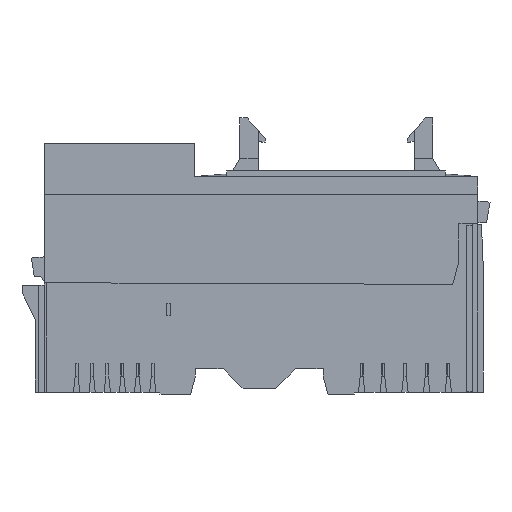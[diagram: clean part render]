
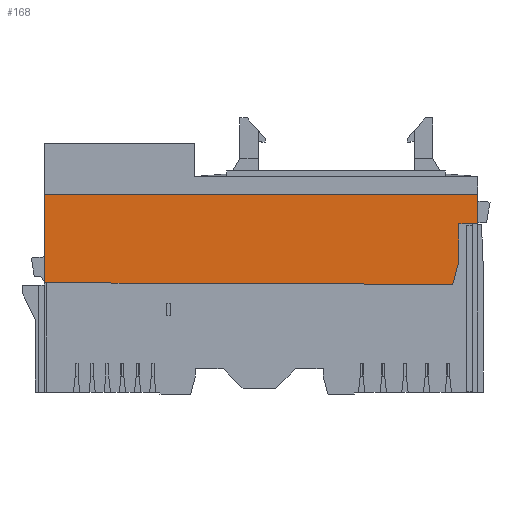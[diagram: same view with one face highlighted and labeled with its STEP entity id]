
A CAD part, left-side view. The second image highlights one B-rep face of the part: STEP entity #168.
In plain terms, the highlighted free-form (B-spline) face has degree [1, 1] with [2, 2] control points.
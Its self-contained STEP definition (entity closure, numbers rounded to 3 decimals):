
#168=ADVANCED_FACE($,(#528),#4742,.T.);
#528=FACE_OUTER_BOUND($,#890,.T.);
#890=EDGE_LOOP($,(#1496,#1497,#1498,#1499,#1500,#1501,#1502,#1503,#1504));
#1496=ORIENTED_EDGE($,*,*,#3263,.F.);
#1497=ORIENTED_EDGE($,*,*,#3277,.T.);
#1498=ORIENTED_EDGE($,*,*,#3260,.F.);
#1499=ORIENTED_EDGE($,*,*,#3278,.F.);
#1500=ORIENTED_EDGE($,*,*,#3268,.F.);
#1501=ORIENTED_EDGE($,*,*,#3267,.F.);
#1502=ORIENTED_EDGE($,*,*,#3266,.F.);
#1503=ORIENTED_EDGE($,*,*,#3265,.F.);
#1504=ORIENTED_EDGE($,*,*,#3264,.F.);
#3260=EDGE_CURVE($,#4165,#4164,#10441,.T.);
#3263=EDGE_CURVE($,#4168,#4169,#10444,.T.);
#3264=EDGE_CURVE($,#4169,#4170,#10445,.T.);
#3265=EDGE_CURVE($,#4170,#4171,#10446,.T.);
#3266=EDGE_CURVE($,#4171,#4172,#10447,.T.);
#3267=EDGE_CURVE($,#4172,#4173,#10448,.T.);
#3268=EDGE_CURVE($,#4173,#4174,#10449,.T.);
#3277=EDGE_CURVE($,#4168,#4164,#10458,.T.);
#3278=EDGE_CURVE($,#4174,#4165,#10459,.T.);
#4164=VERTEX_POINT($,#6210);
#4165=VERTEX_POINT($,#6211);
#4168=VERTEX_POINT($,#6214);
#4169=VERTEX_POINT($,#6215);
#4170=VERTEX_POINT($,#6216);
#4171=VERTEX_POINT($,#6217);
#4172=VERTEX_POINT($,#6218);
#4173=VERTEX_POINT($,#6219);
#4174=VERTEX_POINT($,#6220);
#4742=B_SPLINE_SURFACE_WITH_KNOTS($,1,1,((#6042,#6043),(#6044,#6045)),.UNSPECIFIED.,
.F.,.F.,.F.,(2,2),(2,2),(27.658,54.687),(-127.692,
-82.246),.UNSPECIFIED.);
#5790=CARTESIAN_POINT($,(-9.25,40.575,47.852));
#5791=CARTESIAN_POINT($,(-9.25,-79.482,47.852));
#5796=CARTESIAN_POINT($,(-9.25,-79.482,39.7));
#5797=CARTESIAN_POINT($,(-9.25,-77.729,39.7));
#5798=CARTESIAN_POINT($,(-9.25,-75.977,39.7));
#5799=CARTESIAN_POINT($,(-9.25,-74.225,39.7));
#5800=CARTESIAN_POINT($,(-9.25,-74.225,39.7));
#5801=CARTESIAN_POINT($,(-9.25,-74.225,36.26));
#5802=CARTESIAN_POINT($,(-9.25,-74.225,32.82));
#5803=CARTESIAN_POINT($,(-9.25,-74.225,29.38));
#5804=CARTESIAN_POINT($,(-9.25,-74.225,29.38));
#5805=CARTESIAN_POINT($,(-9.25,-73.651,27.238));
#5806=CARTESIAN_POINT($,(-9.25,-73.077,25.097));
#5807=CARTESIAN_POINT($,(-9.25,-72.503,22.955));
#5808=CARTESIAN_POINT($,(-9.25,-72.503,22.955));
#5809=CARTESIAN_POINT($,(-9.25,-68.292,21.93));
#5810=CARTESIAN_POINT($,(-9.25,-64.061,21.028));
#5811=CARTESIAN_POINT($,(-9.25,-55.368,19.436));
#5812=CARTESIAN_POINT($,(-9.25,-50.922,18.762));
#5813=CARTESIAN_POINT($,(-9.25,-44.167,17.945));
#5814=CARTESIAN_POINT($,(-9.25,-41.881,17.705));
#5815=CARTESIAN_POINT($,(-9.25,-37.539,17.316));
#5816=CARTESIAN_POINT($,(-9.25,-34.678,17.104));
#5817=CARTESIAN_POINT($,(-9.25,-30.542,16.861));
#5818=CARTESIAN_POINT($,(-9.25,-27.679,16.739));
#5819=CARTESIAN_POINT($,(-9.25,-23.245,16.618));
#5820=CARTESIAN_POINT($,(-9.25,-20.895,16.592));
#5821=CARTESIAN_POINT($,(-9.25,-16.19,16.613));
#5822=CARTESIAN_POINT($,(-9.25,-13.839,16.66));
#5823=CARTESIAN_POINT($,(-9.25,-10.318,16.786));
#5824=CARTESIAN_POINT($,(-9.25,-9.148,16.839));
#5825=CARTESIAN_POINT($,(-9.25,-6.81,16.964));
#5826=CARTESIAN_POINT($,(-9.25,-5.641,17.028));
#5827=CARTESIAN_POINT($,(-9.25,-2.466,17.241));
#5828=CARTESIAN_POINT($,(-9.25,0.402,17.479));
#5829=CARTESIAN_POINT($,(-9.25,4.701,17.901));
#5830=CARTESIAN_POINT($,(-9.25,6.994,18.162));
#5831=CARTESIAN_POINT($,(-9.25,11.506,18.747));
#5832=CARTESIAN_POINT($,(-9.25,13.722,19.067));
#5833=CARTESIAN_POINT($,(-9.25,18.149,19.776));
#5834=CARTESIAN_POINT($,(-9.25,20.356,20.165));
#5835=CARTESIAN_POINT($,(-9.25,26.793,21.396));
#5836=CARTESIAN_POINT($,(-9.25,30.995,22.329));
#5837=CARTESIAN_POINT($,(-9.25,35.175,23.381));
#5838=CARTESIAN_POINT($,(-9.25,35.175,23.381));
#5839=CARTESIAN_POINT($,(-9.25,35.175,23.388));
#5840=CARTESIAN_POINT($,(-9.25,35.175,23.394));
#5841=CARTESIAN_POINT($,(-9.25,35.175,23.4));
#5842=CARTESIAN_POINT($,(-9.25,35.175,23.4));
#5843=CARTESIAN_POINT($,(-9.25,36.975,23.4));
#5844=CARTESIAN_POINT($,(-9.25,38.775,23.4));
#5845=CARTESIAN_POINT($,(-9.25,40.575,23.4));
#5904=CARTESIAN_POINT($,(-9.25,-79.482,39.7));
#5905=CARTESIAN_POINT($,(-9.25,-79.482,47.852));
#5906=CARTESIAN_POINT($,(-9.25,40.575,23.4));
#5907=CARTESIAN_POINT($,(-9.25,40.575,47.852));
#6042=CARTESIAN_POINT($,(-9.25,-79.482,16.288));
#6043=CARTESIAN_POINT($,(-9.25,40.575,16.288));
#6044=CARTESIAN_POINT($,(-9.25,-79.482,47.852));
#6045=CARTESIAN_POINT($,(-9.25,40.575,47.852));
#6210=CARTESIAN_POINT($,(-9.25,-79.482,47.852));
#6211=CARTESIAN_POINT($,(-9.25,40.575,47.852));
#6214=CARTESIAN_POINT($,(-9.25,-79.482,39.7));
#6215=CARTESIAN_POINT($,(-9.25,-74.225,39.7));
#6216=CARTESIAN_POINT($,(-9.25,-74.225,29.38));
#6217=CARTESIAN_POINT($,(-9.25,-72.503,22.955));
#6218=CARTESIAN_POINT($,(-9.25,35.175,23.381));
#6219=CARTESIAN_POINT($,(-9.25,35.175,23.4));
#6220=CARTESIAN_POINT($,(-9.25,40.575,23.4));
#10441=B_SPLINE_CURVE_WITH_KNOTS($,1,(#5790,#5791),.UNSPECIFIED.,.F.,.F.,
(2,2),(82.246,127.692),.UNSPECIFIED.);
#10444=B_SPLINE_CURVE_WITH_KNOTS($,3,(#5796,#5797,#5798,#5799),.UNSPECIFIED.,
.F.,.F.,(4,4),(-5.257,0.),.UNSPECIFIED.);
#10445=B_SPLINE_CURVE_WITH_KNOTS($,3,(#5800,#5801,#5802,#5803),.UNSPECIFIED.,
.F.,.F.,(4,4),(-10.32,0.),.UNSPECIFIED.);
#10446=B_SPLINE_CURVE_WITH_KNOTS($,3,(#5804,#5805,#5806,#5807),.UNSPECIFIED.,
.F.,.F.,(4,4),(-6.651,0.),.UNSPECIFIED.);
#10447=B_SPLINE_CURVE_WITH_KNOTS($,3,(#5808,#5809,#5810,#5811,#5812,#5813,
#5814,#5815,#5816,#5817,#5818,#5819,#5820,#5821,#5822,#5823,#5824,#5825,
#5826,#5827,#5828,#5829,#5830,#5831,#5832,#5833,#5834,#5835,#5836,#5837),
.UNSPECIFIED.,.F.,.F.,(4,2,2,2,2,2,2,2,2,2,2,2,2,2,4),(-108.686,
-95.396,-81.582,-74.53,-68.214,
-61.824,-54.612,-47.397,-43.806,
-40.215,-34.048,-26.968,-20.097,-13.221,
0.),.UNSPECIFIED.);
#10448=B_SPLINE_CURVE_WITH_KNOTS($,3,(#5838,#5839,#5840,#5841),.UNSPECIFIED.,
.F.,.F.,(4,4),(-0.019,0.),.UNSPECIFIED.);
#10449=B_SPLINE_CURVE_WITH_KNOTS($,3,(#5842,#5843,#5844,#5845),.UNSPECIFIED.,
.F.,.F.,(4,4),(0.,5.4),.UNSPECIFIED.);
#10458=B_SPLINE_CURVE_WITH_KNOTS($,1,(#5904,#5905),.UNSPECIFIED.,.F.,.F.,
(2,2),(47.706,54.687),.UNSPECIFIED.);
#10459=B_SPLINE_CURVE_WITH_KNOTS($,1,(#5906,#5907),.UNSPECIFIED.,.F.,.F.,
(2,2),(33.748,54.687),.UNSPECIFIED.);
